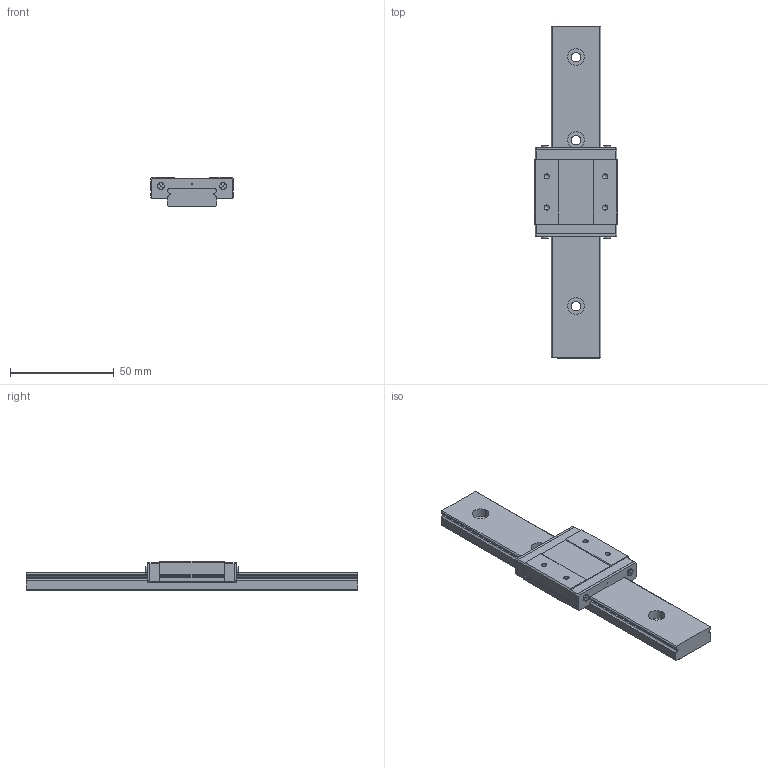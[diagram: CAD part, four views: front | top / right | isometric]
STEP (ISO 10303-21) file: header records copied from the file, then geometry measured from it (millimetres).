
FILE_DESCRIPTION( ( 'Unknown' ), '1' );
FILE_NAME( 'MB12NUU1-160L15_15.step', 'Unknown', ( 'Unknown' ), ( 'Unknown' ), 'PSStep 15.0.49', 'Unknown', ' ' );
FILE_SCHEMA( ( 'AUTOMOTIVE_DESIGN { 1 0 10303 214 1 1 1 1 }' ) );
Length unit declared in the file: millimetre
Products named in the file (3): Assem1; MB 12_RAIL; MB 12N_BLOCK
Assembly tree (2 placements, depth 2):
  Assem1
    MB 12_RAIL
    MB 12N_BLOCK
Bounding box: 40 x 160 x 14 mm (x, y, z)
Volume: 42790.2 mm3; surface area: 17319.7 mm2
Topology: 2 solids, 2 shells, 180 faces, 492 edges, 330 vertices
Faces by surface type: plane 139, cylinder 37, cone 4
Full cylindrical faces by diameter (mm): 0.5 x2, 2.459 x4, 3.3 x4, 4.5 x4, 8 x4
Entity records: 6948 total; most frequent: CARTESIAN_POINT 959, ORIENTED_EDGE 912, DIRECTION 896, EDGE_CURVE 456, LINE 382, VECTOR 382, VERTEX_POINT 320, AXIS2_PLACEMENT_3D 257
